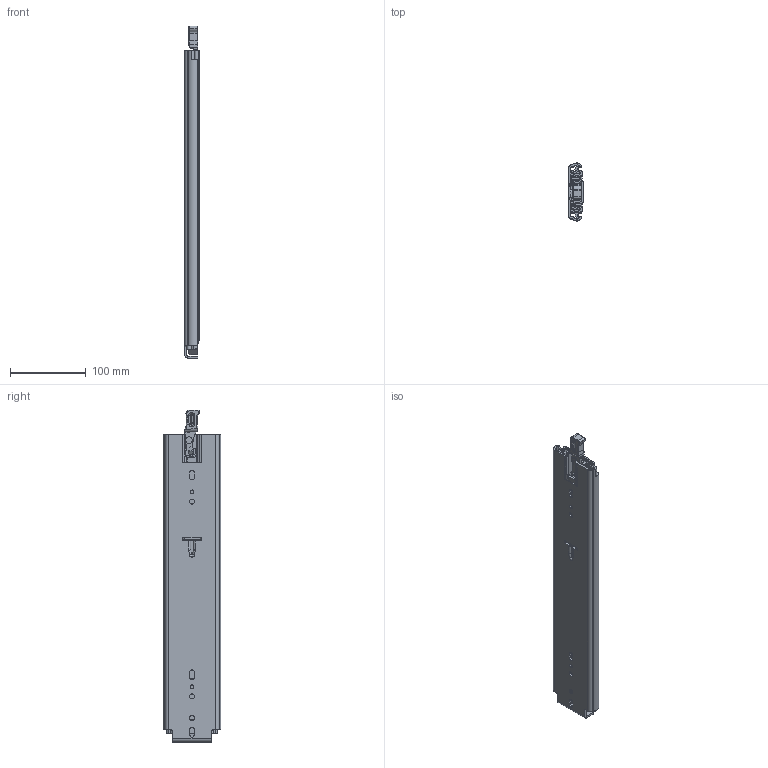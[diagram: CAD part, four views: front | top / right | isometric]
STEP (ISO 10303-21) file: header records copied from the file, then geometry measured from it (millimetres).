
FILE_DESCRIPTION (( 'STEP AP214' ), '1' );
FILE_NAME ('FR_5400_SL.406mm_16inch_closed_left.STEP', '2022-11-02T15:11:50', ( '' ), ( '' ), 'SwSTEP 2.0', 'SolidWorks 2020', '' );
FILE_SCHEMA (( 'AUTOMOTIVE_DESIGN' ));
Length unit declared in the file: millimetre
Products named in the file (20): 5400.XXX-01.T054_NL 16; FR_5400_SL.406mm_16inch_closed_left; 5400.XXX-03.T054_NL 16; 5400.XXX-02.T054_NL 16 Closed; 5400 Locking Handle Left; 5400.XXX-02.T054_NL 16; 5400 Rivet_Handle Rivet; 5400 Drawer Lock Latch; Rivet Stop; 5400 Rod Actuator; 5400 Connecting Rod_NL  16; Rivet Latch_Middle Latch Rivet; 5400 Drawer Unlock; 5400 Stop; Middle Latch; 5400 Rivet_Actuator Rivet; Rod Middle Latch; 5400.XXX-03.T054_NL 16 Closed; 5400 Rivet_Drawer Latch Rivet
Assembly tree (19 placements, depth 3):
  FR_5400_SL.406mm_16inch_closed_left
    5400.XXX-01.T054_NL 16
      5400.XXX-01.T054_NL 16
    5400.XXX-03.T054_NL 16 Closed
      5400.XXX-03.T054_NL 16
      5400 Locking Handle Left
      5400 Rivet_Handle Rivet
      5400 Drawer Lock Latch
      5400 Rivet_Drawer Latch Rivet
      5400 Drawer Unlock
      5400 Connecting Rod_NL  16
      5400 Rod Actuator
      5400 Rivet_Actuator Rivet
    5400.XXX-02.T054_NL 16 Closed
      5400.XXX-02.T054_NL 16
      5400 Stop
      Middle Latch
      Rivet Latch_Middle Latch Rivet
      Rivet Stop
      Rod Middle Latch
Bounding box: 19.2 x 76.19 x 438.37 mm (x, y, z)
Volume: 269769.8 mm3; surface area: 230102.1 mm2
Topology: 17 solids, 17 shells, 1016 faces, 2703 edges, 1701 vertices
Faces by surface type: plane 534, cylinder 421, torus 26, bspline 24, sphere 9, cone 2
Entity records: 34029 total; most frequent: CARTESIAN_POINT 7613, DIRECTION 5448, ORIENTED_EDGE 5388, EDGE_CURVE 2694, AXIS2_PLACEMENT_3D 1882, VERTEX_POINT 1699, LINE 1684, VECTOR 1684
